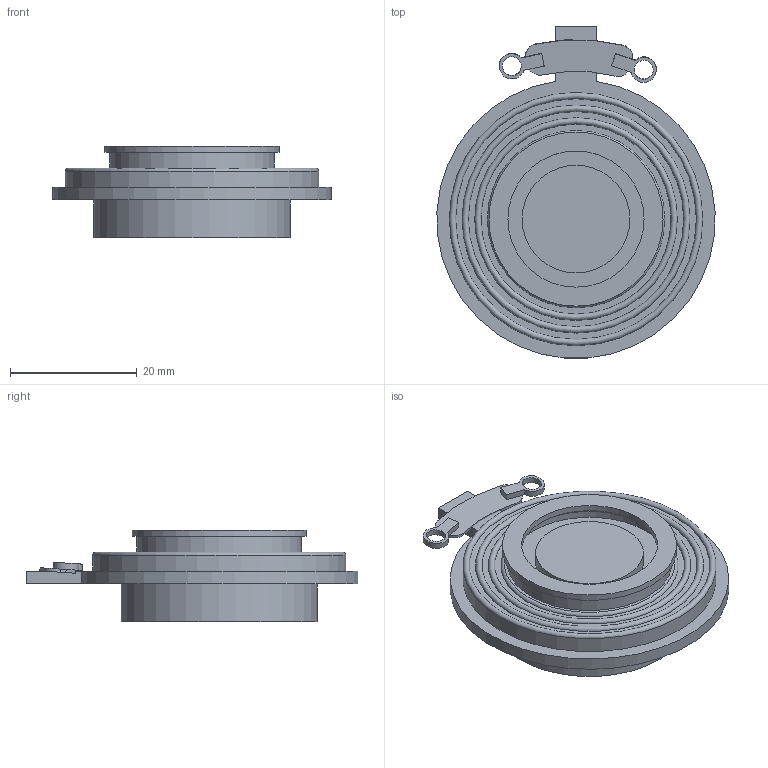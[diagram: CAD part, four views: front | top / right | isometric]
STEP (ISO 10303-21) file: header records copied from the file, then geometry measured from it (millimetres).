
FILE_DESCRIPTION(/* description */ ('Alibre Inc.'),/* implementation_level */ '2;1');
FILE_NAME(/* name */ 'export0',/* time_stamp */ '2018-03-12T19:01:26-05:00',/* author */ (''),/* organization */ (''),/* preprocessor_version */ 'ST-DEVELOPER v14',/* originating_system */ 'Alibre',/* authorisation */ '');
FILE_SCHEMA (('CONFIG_CONTROL_DESIGN'));
Length unit declared in the file: centimetre
Products named in the file (5): ID_1; ID_2; ID_3
Bounding box: 43.94 x 52.42 x 14.5 mm (x, y, z)
Volume: 12142.6 mm3; surface area: 5900.1 mm2
Topology: 4 solids, 4 shells, 53 faces, 104 edges, 70 vertices
Faces by surface type: plane 30, cylinder 19, torus 4
Full cylindrical faces by diameter (mm): 3 x2, 17 x1, 21.5 x1, 24 x1, 25 x1, 26 x1, 27.5 x1, 31 x1, 40 x1
Entity records: 1611 total; most frequent: DIRECTION 195, CARTESIAN_POINT 184, ORIENTED_EDGE 146, AXIS2_PLACEMENT_3D 95, EDGE_CURVE 73, EDGE_LOOP 72, FACE_BOUND 72, VERTEX_POINT 57
